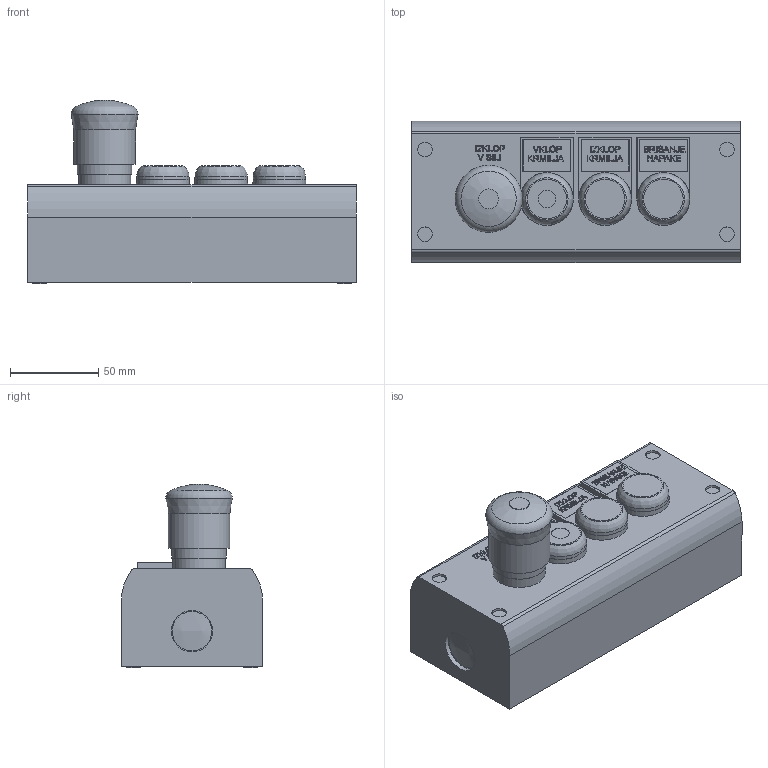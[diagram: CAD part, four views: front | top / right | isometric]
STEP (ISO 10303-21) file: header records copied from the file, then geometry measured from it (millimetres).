
FILE_DESCRIPTION(/* description */ (''),/* implementation_level */ '2;1');
FILE_NAME(/* name */ '',/* time_stamp */ '2012-01-09T14:10:21+01:00',/* author */ (''),/* organization */ (''),/* preprocessor_version */ 'ST-DEVELOPER v11',/* originating_system */ 'SIEMENS PLM Software NX 7.5',/* authorisation */ '');
FILE_SCHEMA (('AUTOMOTIVE_DESIGN { 1 0 10303 214 1 1 1 1 }'));
Length unit declared in the file: millimetre
Products named in the file (8): MOELLER_M22-XST; MOELLER_M22-PVT; MOELLER_M22-DL-W; MOELLER_M22-D-S; MOELLER_M22-D-Y; MOELLER_M22S-ST-X; MOELLER_M22-I4; 14093.E01.2.002.00
Assembly tree (11 placements, depth 2):
  14093.E01.2.002.00
    MOELLER_M22-I4
    MOELLER_M22S-ST-X  x3
    MOELLER_M22-D-Y
    MOELLER_M22-D-S
    MOELLER_M22-DL-W
    MOELLER_M22-PVT
    MOELLER_M22-XST  x3
Bounding box: 186 x 80 x 103.9 mm (x, y, z)
Volume: 897116.8 mm3; surface area: 93712.5 mm2
Topology: 61 solids, 61 shells, 1057 faces, 2607 edges, 1736 vertices
Faces by surface type: plane 735, extrusion 192, cylinder 71, cone 39, bspline 10, sphere 6, revolution 3, torus 1
Full cylindrical faces by diameter (mm): 10 x1, 11.25 x1, 20 x4, 21.379 x2, 22 x7, 22.4 x3, 23.5 x2, 28 x4, 28.25 x3, 28.324 x3, 29.5 x4, 29.6 x1, 30.8 x1, 35 x1
Entity records: 31999 total; most frequent: CARTESIAN_POINT 9839, ORIENTED_EDGE 4532, DIRECTION 3082, EDGE_CURVE 2266, VERTEX_POINT 1541, B_SPLINE_CURVE_WITH_KNOTS 1334, EDGE_LOOP 1103, VECTOR 1079
